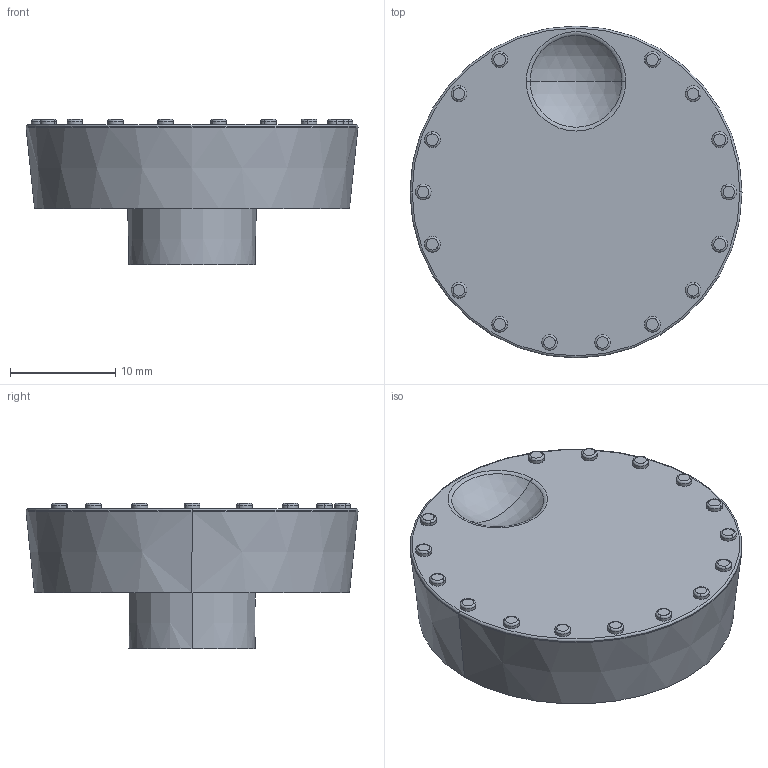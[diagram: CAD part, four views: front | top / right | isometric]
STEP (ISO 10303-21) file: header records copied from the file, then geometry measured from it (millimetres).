
FILE_DESCRIPTION (( 'STEP AP203' ), '1' );
FILE_NAME ('1244-B2P-A.STEP', '2016-09-28T18:11:26', ( '' ), ( '' ), 'SwSTEP 2.0', 'SolidWorks 2015', '' );
FILE_SCHEMA (( 'CONFIG_CONTROL_DESIGN' ));
Length unit declared in the file: millimetre
Products named in the file (1): 1244-B2P-A
Bounding box: 31.5 x 31.5 x 13.8 mm (x, y, z)
Volume: 3436.4 mm3; surface area: 3392.6 mm2
Topology: 1 solids, 1 shells, 110 faces, 226 edges, 137 vertices
Faces by surface type: torus 38, cylinder 34, plane 24, cone 12, sphere 2
Entity records: 3075 total; most frequent: DIRECTION 608, CARTESIAN_POINT 538, ORIENTED_EDGE 452, AXIS2_PLACEMENT_3D 279, EDGE_CURVE 226, CIRCLE 168, VERTEX_POINT 137, EDGE_LOOP 129
